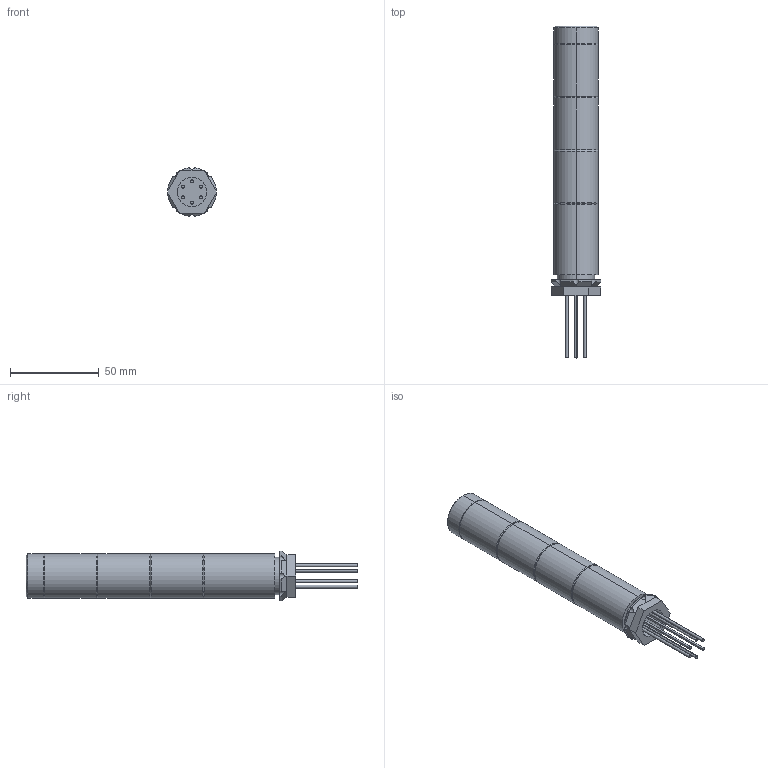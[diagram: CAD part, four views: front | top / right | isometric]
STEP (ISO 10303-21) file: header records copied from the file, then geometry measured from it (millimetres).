
FILE_DESCRIPTION (( 'STEP AP214' ), '1' );
FILE_NAME ('MES-302P-RYG.step', '2016-10-25T14:45:54', ( '' ), ( '' ), 'SwSTEP 2.0', 'SolidWorks 2016', '' );
FILE_SCHEMA (( 'AUTOMOTIVE_DESIGN' ));
Length unit declared in the file: millimetre
Products named in the file (1): MES-302P-RYG
Bounding box: 27.89 x 187 x 27.89 mm (x, y, z)
Volume: 63077.1 mm3; surface area: 25272.3 mm2
Topology: 14 solids, 14 shells, 148 faces, 314 edges, 199 vertices
Faces by surface type: plane 75, cylinder 51, torus 16, cone 6
Entity records: 4150 total; most frequent: DIRECTION 731, CARTESIAN_POINT 716, ORIENTED_EDGE 628, EDGE_CURVE 314, AXIS2_PLACEMENT_3D 286, VERTEX_POINT 199, LINE 159, EDGE_LOOP 159
